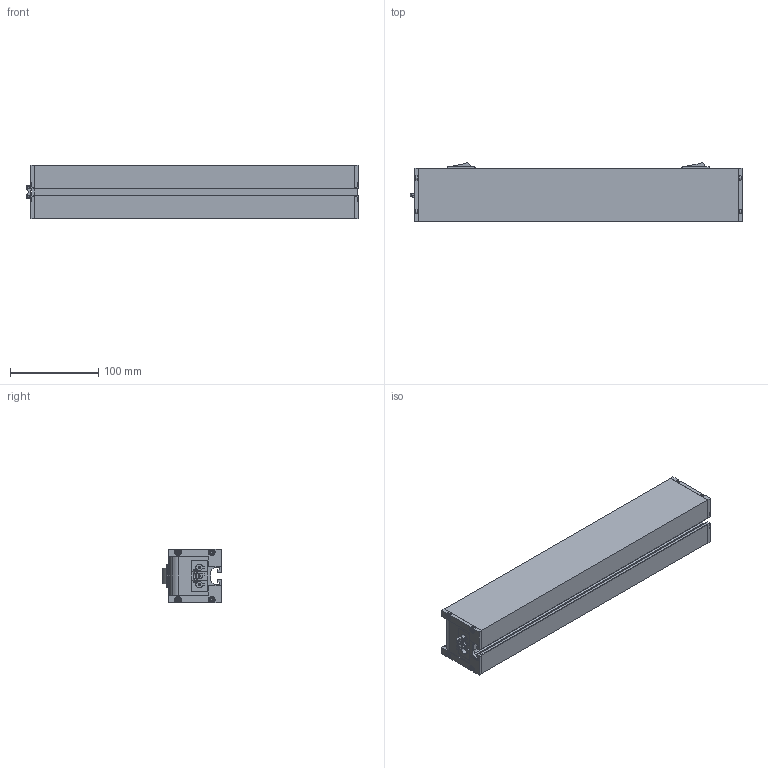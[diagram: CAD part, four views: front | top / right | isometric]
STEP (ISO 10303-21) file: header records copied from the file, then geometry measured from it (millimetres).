
FILE_DESCRIPTION(/* description */ ('STEP AP203'),/* implementation_level */ '2;1');
FILE_NAME(/* name */ '6SBEU24DIE.370',/* time_stamp */ '2024-03-04T13:13:32+01:00',/* author */ ('License CC BY-ND 4.0'),/* organization */ ('CADENAS'),/* preprocessor_version */ 'ST-DEVELOPER v19.3',/* originating_system */ 'PARTsolutions',/* authorisation */ ' ');
FILE_SCHEMA (('CONFIG_CONTROL_DESIGN','AUTOMOTIVE_DESIGN { 1 0 10303 214 3 1 1 }','MODEL_BASED_INTEGRATED_MANUFACTURING_SCHEMA'));
Length unit declared in the file: millimetre
Products named in the file (1): 6SBEU24DIE.370
Bounding box: 375.56 x 66.81 x 60 mm (x, y, z)
Volume: 1175232.3 mm3; surface area: 135449.9 mm2
Topology: 1 solids, 1 shells, 630 faces, 1717 edges, 1141 vertices
Faces by surface type: plane 305, cylinder 286, torus 20, sphere 11, cone 8
Full cylindrical faces by diameter (mm): 2.5 x3, 2.7 x5, 3.5 x4, 5.6 x8, 5.75 x8, 5.96 x4
Entity records: 23938 total; most frequent: DIRECTION 3495, CARTESIAN_POINT 3400, ORIENTED_EDGE 3242, EDGE_CURVE 1621, AXIS2_PLACEMENT_3D 1251, VERTEX_POINT 1108, LINE 993, VECTOR 993
